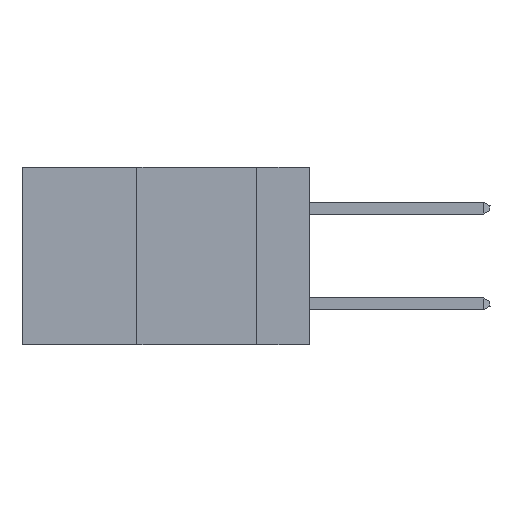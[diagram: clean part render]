
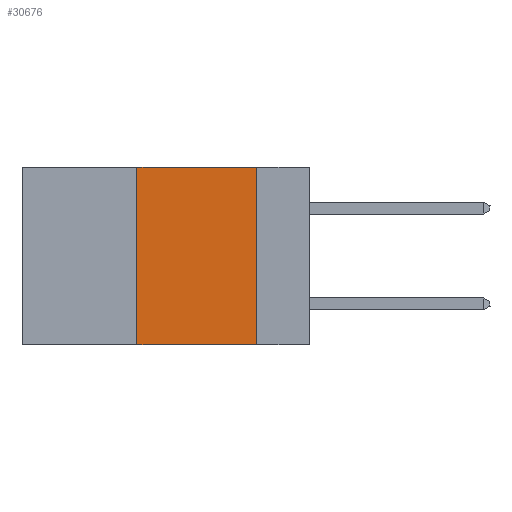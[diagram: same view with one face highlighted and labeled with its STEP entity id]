
A CAD part, left-side view. The second image highlights one B-rep face of the part: STEP entity #30676.
In plain terms, the highlighted planar face has unit normal (-1, 0, 0).
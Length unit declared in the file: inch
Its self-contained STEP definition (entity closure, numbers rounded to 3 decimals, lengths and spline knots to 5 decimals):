
#880 = ORIENTED_EDGE ( 'NONE', *, *, #10351, .F. ) ;
#2152 = DIRECTION ( 'NONE',  ( 0., -1., 0. ) ) ;
#2823 = ORIENTED_EDGE ( 'NONE', *, *, #26675, .F. ) ;
#2908 = CARTESIAN_POINT ( 'NONE',  ( 0., 0.6, -0.37 ) ) ;
#3622 = VERTEX_POINT ( 'NONE', #26681 ) ;
#3912 = EDGE_CURVE ( 'NONE', #8936, #12239, #12620, .T. ) ;
#4366 = VECTOR ( 'NONE', #2152, 39.37008 ) ;
#4694 = CARTESIAN_POINT ( 'NONE',  ( 0., 0.11, 0. ) ) ;
#4901 = LINE ( 'NONE', #4694, #19364 ) ;
#6955 = CARTESIAN_POINT ( 'NONE',  ( 0., 0.36, 0. ) ) ;
#7180 = CARTESIAN_POINT ( 'NONE',  ( 0., 0.6, 0. ) ) ;
#8193 = ORIENTED_EDGE ( 'NONE', *, *, #15299, .F. ) ;
#8861 = DIRECTION ( 'NONE',  ( 0., -1., 0. ) ) ;
#8936 = VERTEX_POINT ( 'NONE', #35202 ) ;
#10305 = DIRECTION ( 'NONE',  ( 0., 0., -1. ) ) ;
#10351 = EDGE_CURVE ( 'NONE', #38642, #3622, #31128, .T. ) ;
#12239 = VERTEX_POINT ( 'NONE', #37335 ) ;
#12620 = LINE ( 'NONE', #2908, #4366 ) ;
#13039 = VECTOR ( 'NONE', #8861, 39.37008 ) ;
#15299 = EDGE_CURVE ( 'NONE', #3622, #12239, #4901, .T. ) ;
#19101 = FACE_OUTER_BOUND ( 'NONE', #28665, .T. ) ;
#19273 = ORIENTED_EDGE ( 'NONE', *, *, #3912, .T. ) ;
#19364 = VECTOR ( 'NONE', #23093, 39.37008 ) ;
#22482 = PLANE ( 'NONE',  #37822 ) ;
#23093 = DIRECTION ( 'NONE',  ( 0., 0., -1. ) ) ;
#26675 = EDGE_CURVE ( 'NONE', #8936, #38642, #35756, .T. ) ;
#26681 = CARTESIAN_POINT ( 'NONE',  ( 0., 0.11, 0. ) ) ;
#27720 = VECTOR ( 'NONE', #37495, 39.37008 ) ;
#28589 = DIRECTION ( 'NONE',  ( 1., 0., 0. ) ) ;
#28665 = EDGE_LOOP ( 'NONE', ( #8193, #880, #2823, #19273 ) ) ;
#30676 = ADVANCED_FACE ( 'NONE', ( #19101 ), #22482, .F. ) ;
#31128 = LINE ( 'NONE', #33266, #13039 ) ;
#33266 = CARTESIAN_POINT ( 'NONE',  ( 0., 0.6, 0. ) ) ;
#33826 = CARTESIAN_POINT ( 'NONE',  ( 0., 0.36, 0. ) ) ;
#35202 = CARTESIAN_POINT ( 'NONE',  ( 0., 0.36, -0.37 ) ) ;
#35756 = LINE ( 'NONE', #6955, #27720 ) ;
#37335 = CARTESIAN_POINT ( 'NONE',  ( 0., 0.11, -0.37 ) ) ;
#37495 = DIRECTION ( 'NONE',  ( 0., 0., 1. ) ) ;
#37822 = AXIS2_PLACEMENT_3D ( 'NONE', #7180, #28589, #10305 ) ;
#38642 = VERTEX_POINT ( 'NONE', #33826 ) ;
